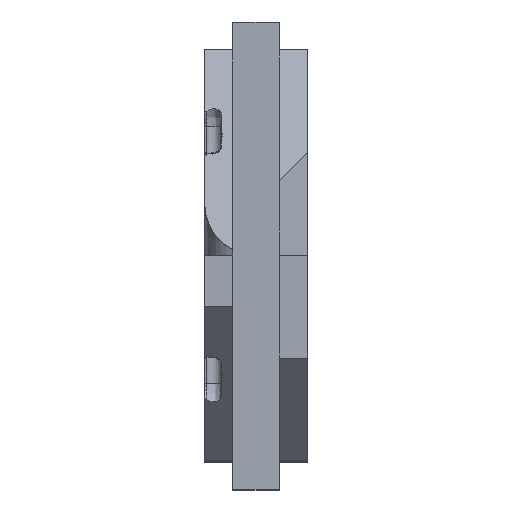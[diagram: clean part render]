
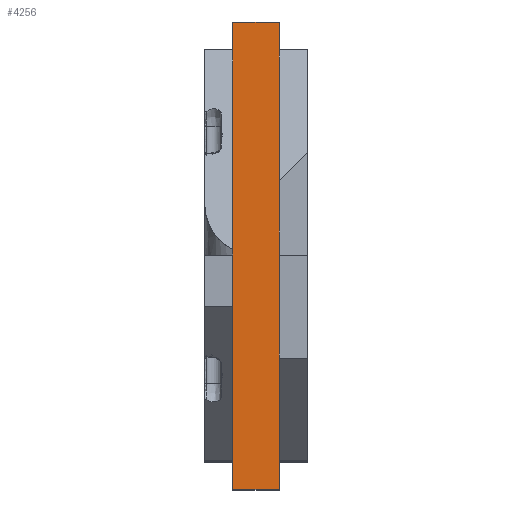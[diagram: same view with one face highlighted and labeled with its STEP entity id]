
A CAD part, top view. The second image highlights one B-rep face of the part: STEP entity #4256.
In plain terms, the highlighted free-form (B-spline) face has degree [1, 1] with [2, 2] control points.
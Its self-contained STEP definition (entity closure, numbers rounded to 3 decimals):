
#547=FACE_OUTER_BOUND('',#733,.T.);
#733=EDGE_LOOP('',(#3941,#3942,#3943,#3944));
#1439=B_SPLINE_CURVE_WITH_KNOTS('',1,(#17086,#17087),.UNSPECIFIED.,.F.,
 .F.,(2,2),(0.,1.),.UNSPECIFIED.);
#1440=B_SPLINE_CURVE_WITH_KNOTS('',1,(#17089,#17090),.UNSPECIFIED.,.F.,
 .F.,(2,2),(0.,1.),.UNSPECIFIED.);
#1441=B_SPLINE_CURVE_WITH_KNOTS('',1,(#17092,#17093),.UNSPECIFIED.,.F.,
 .F.,(2,2),(0.,1.),.UNSPECIFIED.);
#1442=B_SPLINE_CURVE_WITH_KNOTS('',1,(#17094,#17095),.UNSPECIFIED.,.F.,
 .F.,(2,2),(0.,1.),.UNSPECIFIED.);
#2261=VERTEX_POINT('',#17084);
#2262=VERTEX_POINT('',#17085);
#2263=VERTEX_POINT('',#17088);
#2264=VERTEX_POINT('',#17091);
#3095=EDGE_CURVE('',#2261,#2262,#1439,.T.);
#3096=EDGE_CURVE('',#2262,#2263,#1440,.T.);
#3097=EDGE_CURVE('',#2264,#2263,#1441,.T.);
#3098=EDGE_CURVE('',#2261,#2264,#1442,.T.);
#3941=ORIENTED_EDGE('',*,*,#3095,.T.);
#3942=ORIENTED_EDGE('',*,*,#3096,.T.);
#3943=ORIENTED_EDGE('',*,*,#3097,.F.);
#3944=ORIENTED_EDGE('',*,*,#3098,.F.);
#4082=B_SPLINE_SURFACE_WITH_KNOTS('',1,1,((#17080,#17081),(#17082,#17083)),
 .UNSPECIFIED.,.F.,.F.,.F.,(2,2),(2,2),(0.,1.),(0.,1.),.UNSPECIFIED.);
#4256=ADVANCED_FACE('',(#547),#4082,.T.);
#17080=CARTESIAN_POINT('Ctrl Pts',(34.284,77.971,224.926));
#17081=CARTESIAN_POINT('Ctrl Pts',(34.284,-22.029,224.926));
#17082=CARTESIAN_POINT('Ctrl Pts',(44.284,77.971,224.926));
#17083=CARTESIAN_POINT('Ctrl Pts',(44.284,-22.029,224.926));
#17084=CARTESIAN_POINT('',(34.284,77.971,224.926));
#17085=CARTESIAN_POINT('',(44.284,77.971,224.926));
#17086=CARTESIAN_POINT('Ctrl Pts',(34.284,77.971,224.926));
#17087=CARTESIAN_POINT('Ctrl Pts',(44.284,77.971,224.926));
#17088=CARTESIAN_POINT('',(44.284,-22.029,224.926));
#17089=CARTESIAN_POINT('Ctrl Pts',(44.284,77.971,224.926));
#17090=CARTESIAN_POINT('Ctrl Pts',(44.284,-22.029,224.926));
#17091=CARTESIAN_POINT('',(34.284,-22.029,224.926));
#17092=CARTESIAN_POINT('Ctrl Pts',(34.284,-22.029,224.926));
#17093=CARTESIAN_POINT('Ctrl Pts',(44.284,-22.029,224.926));
#17094=CARTESIAN_POINT('Ctrl Pts',(34.284,77.971,224.926));
#17095=CARTESIAN_POINT('Ctrl Pts',(34.284,-22.029,224.926));
